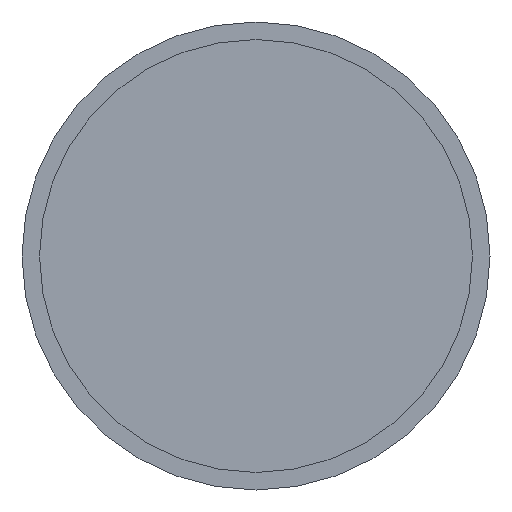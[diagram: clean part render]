
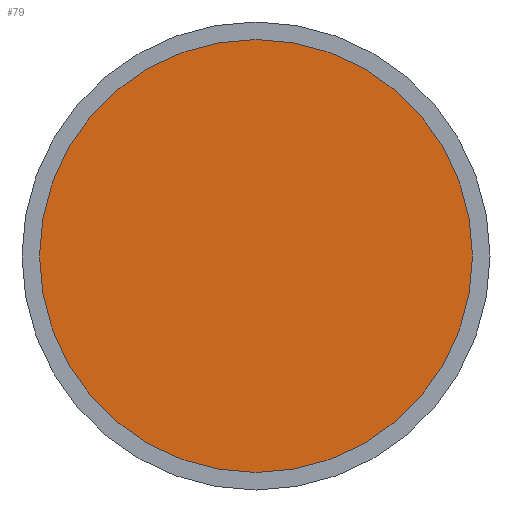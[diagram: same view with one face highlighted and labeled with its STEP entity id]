
A CAD part, front view. The second image highlights one B-rep face of the part: STEP entity #79.
In plain terms, the highlighted planar face has unit normal (0, -1, 0).
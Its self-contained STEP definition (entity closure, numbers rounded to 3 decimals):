
#79 = ADVANCED_FACE( '', ( #167 ), #168, .F. );
#167 = FACE_OUTER_BOUND( '', #256, .T. );
#168 = PLANE( '', #257 );
#256 = EDGE_LOOP( '', ( #423 ) );
#257 = AXIS2_PLACEMENT_3D( '', #424, #425, #426 );
#423 = ORIENTED_EDGE( '', *, *, #486, .T. );
#424 = CARTESIAN_POINT( '', ( 46.25, -3., 0. ) );
#425 = DIRECTION( '', ( 0., 1., 0. ) );
#426 = DIRECTION( '', ( 0., 0., 1. ) );
#486 = EDGE_CURVE( '', #551, #551, #552, .T. );
#551 = VERTEX_POINT( '', #638 );
#552 = CIRCLE( '', #639, 46.25 );
#638 = CARTESIAN_POINT( '', ( 0., -3., -46.25 ) );
#639 = AXIS2_PLACEMENT_3D( '', #724, #725, #726 );
#724 = CARTESIAN_POINT( '', ( 0., -3., 0. ) );
#725 = DIRECTION( '', ( 0., -1., 0. ) );
#726 = DIRECTION( '', ( 0., 0., -1. ) );
